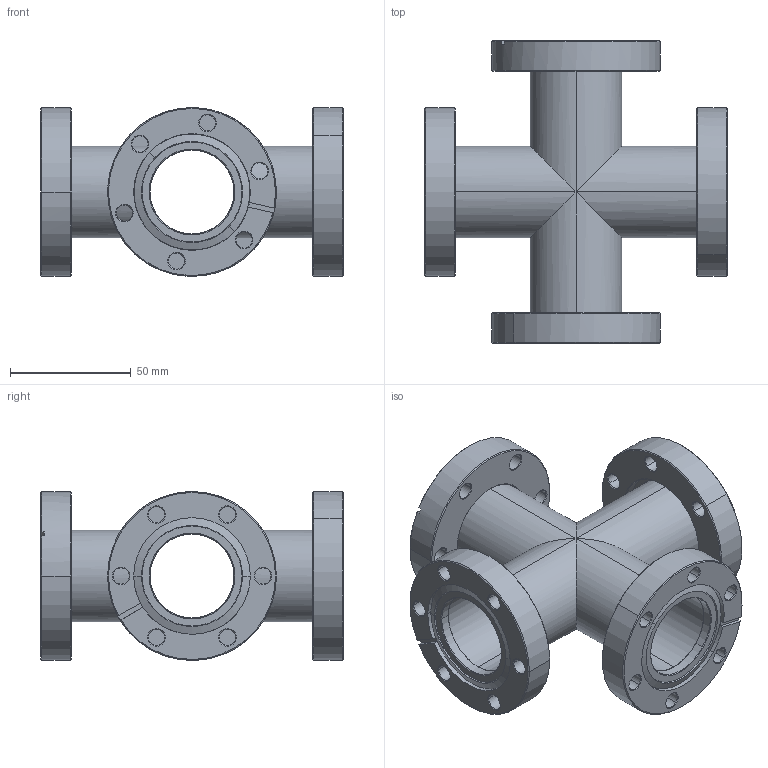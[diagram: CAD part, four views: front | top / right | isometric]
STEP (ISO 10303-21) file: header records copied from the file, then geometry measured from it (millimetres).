
FILE_DESCRIPTION (( 'STEP AP214' ), '1' );
FILE_NAME ('Hositrad_FX-35-38R-Cross.STEP', '2012-11-21T14:06:21', ( '' ), ( '' ), 'SwSTEP 2.0', 'SolidWorks 2012', '' );
FILE_SCHEMA (( 'AUTOMOTIVE_DESIGN' ));
Length unit declared in the file: millimetre
Products named in the file (4): NW35CFR-Weld-38.1; NW35CF-Weld-38.1; Cross-38.1; Hositrad_FX-35-38R-Cross
Assembly tree (5 placements, depth 2):
  Hositrad_FX-35-38R-Cross
    Cross-38.1
    NW35CF-Weld-38.1  x2
    NW35CFR-Weld-38.1  x2
Bounding box: 125.4 x 125.4 x 70 mm (x, y, z)
Volume: 157418.2 mm3; surface area: 93518.2 mm2
Topology: 7 solids, 7 shells, 292 faces, 660 edges, 384 vertices
Faces by surface type: cone 152, cylinder 104, plane 36
Entity records: 4565 total; most frequent: DIRECTION 854, CARTESIAN_POINT 752, ORIENTED_EDGE 700, AXIS2_PLACEMENT_3D 352, EDGE_CURVE 350, VERTEX_POINT 202, EDGE_LOOP 192, CIRCLE 188
